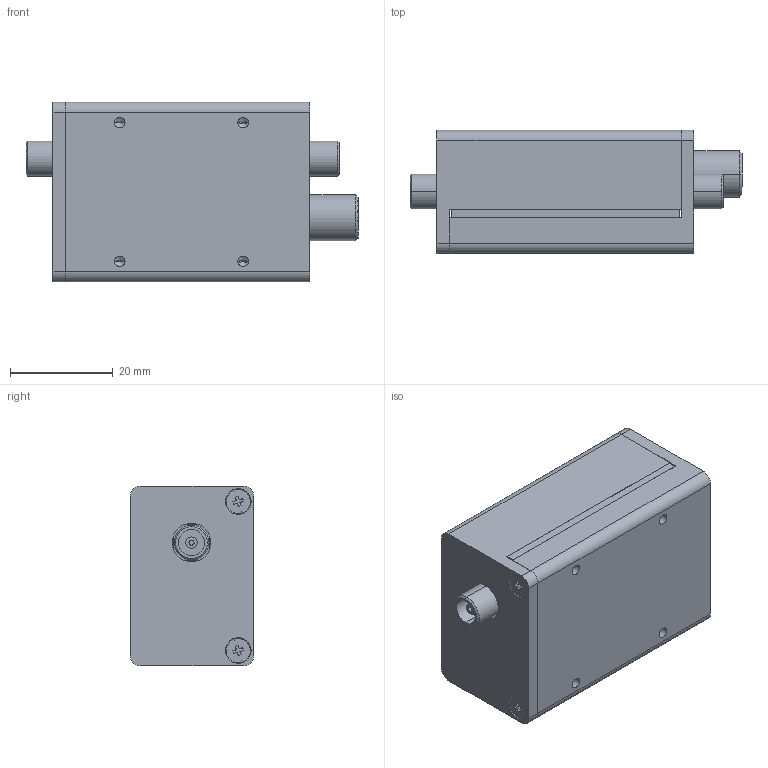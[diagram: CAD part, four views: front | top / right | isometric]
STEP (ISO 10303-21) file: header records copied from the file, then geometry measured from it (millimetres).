
FILE_DESCRIPTION (( 'STEP AP214' ), '1' );
FILE_NAME ('88201960-C400 PREAMP.STEP', '2010-10-13T15:56:34', ( ' ' ), ( ' ' ), 'SwSTEP 2.0', 'SolidWorks 2010', '' );
FILE_SCHEMA (( 'AUTOMOTIVE_DESIGN' ));
Length unit declared in the file: millimetre
Products named in the file (9): 85202421; FLAT HD METRIC SS_M2.5 X 5; 17217231; PAN HD PHIL SS_M2 X 5 LNG; Lemo EPG 0B 304 HLN; 17217241; C400 PreAmp PCB; Lemo EPL-00-250-NTN; 88201960-C400 PREAMP
Assembly tree (15 placements, depth 3):
  88201960-C400 PREAMP
    PAN HD PHIL SS_M2 X 5 LNG  x4
    FLAT HD METRIC SS_M2.5 X 5  x4
    17217241
    17217231
    85202421
      C400 PreAmp PCB
      Lemo EPL-00-250-NTN  x2
      Lemo EPG 0B 304 HLN
Bounding box: 64.6 x 24 x 35 mm (x, y, z)
Volume: 22201.6 mm3; surface area: 21341.6 mm2
Topology: 14 solids, 14 shells, 450 faces, 1092 edges, 698 vertices
Faces by surface type: plane 219, cylinder 154, cone 61, sphere 16
Entity records: 10024 total; most frequent: CARTESIAN_POINT 1525, DIRECTION 1523, ORIENTED_EDGE 1320, EDGE_CURVE 660, AXIS2_PLACEMENT_3D 582, VERTEX_POINT 430, LINE 359, VECTOR 359
